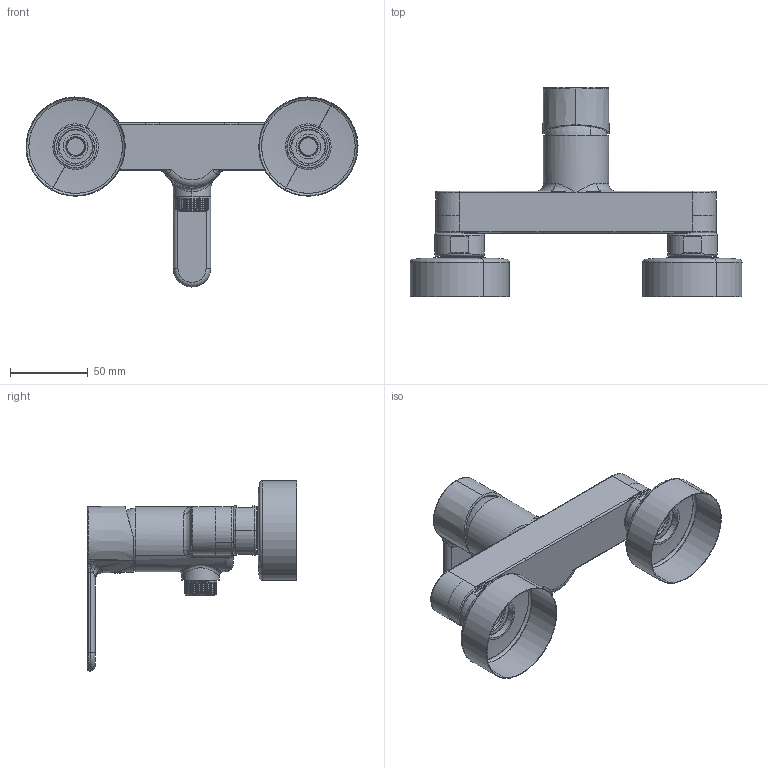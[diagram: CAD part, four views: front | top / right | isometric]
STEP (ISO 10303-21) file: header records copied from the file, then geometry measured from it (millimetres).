
FILE_DESCRIPTION(('CATIA V5 STEP Exchange','CAx-IF Rec.Pracs.--- Model Styling and Organization---1.5--- 2016-08-15','CAx-IF Rec.Pracs.---Supplemental Geometry---1.0---2011-11-01','CAx-IF Rec.Pracs.--- Composite Materials ---3.4---2017-06-13','CAx-IF Rec.Pracs.---Tessellated 3D Geometry---1.0---2015-12-17'),'2;1');
FILE_NAME('C2000443.stp','2022-04-04T09:22:28+00:00',('none'),('none'),'CATIA Version 5-6 Release 2020 SP2','CATIA V5 STEP AP242 v2','none');
FILE_SCHEMA(('AP242_MANAGED_MODEL_BASED_3D_ENGINEERING_MIM_LF {1 0 10303 442 1 1 4}'));
Products named in the file (1): Product4_AllCATPart
Bounding box: 213.98 x 135 x 122.53 mm (x, y, z)
Volume: 165982.3 mm3; surface area: 133073.2 mm2
Topology: 23 solids, 25 shells, 1222 faces, 3212 edges, 2020 vertices
Faces by surface type: cylinder 450, plane 373, torus 139, bspline 121, cone 109, sphere 30
Entity records: 44290 total; most frequent: CARTESIAN_POINT 17323, ORIENTED_EDGE 6282, DIRECTION 3796, EDGE_CURVE 3145, VERTEX_POINT 2018, AXIS2_PLACEMENT_3D 1993, CIRCLE 1337, EDGE_LOOP 1321
